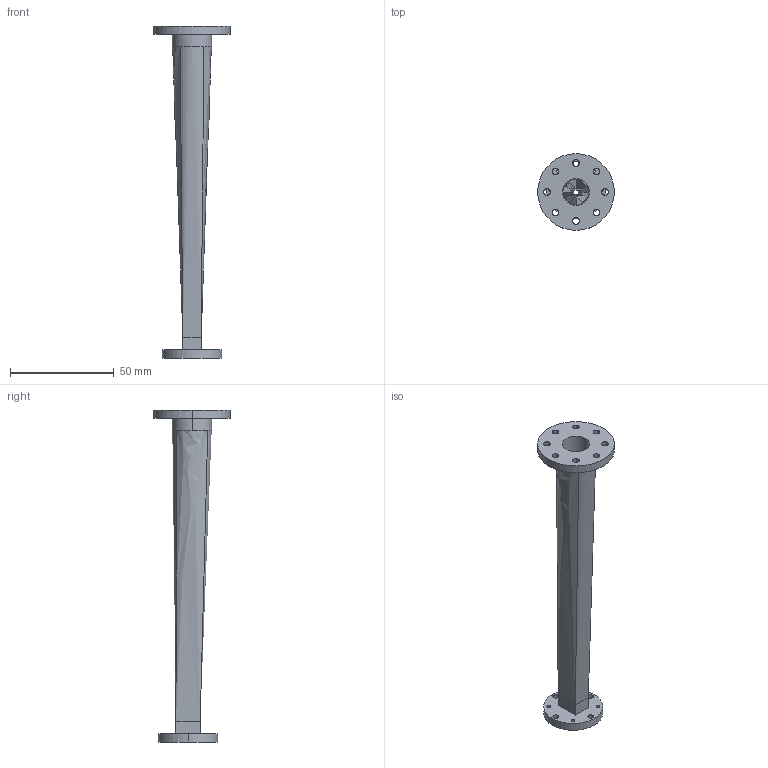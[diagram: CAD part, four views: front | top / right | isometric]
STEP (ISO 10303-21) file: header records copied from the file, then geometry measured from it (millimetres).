
FILE_DESCRIPTION(('STEP AP214'),'1');
FILE_NAME('Conversor_Marie_Prodintec_optimizado.stp','2018-10-23T10:41:05',('jr'),(' '),'Spatial InterOp 3D','CST ACIS InterOp Converter 2016',' ');
FILE_SCHEMA(('automotive_design'));
Length unit declared in the file: millimetre
Products named in the file (1): input|cilindro
Bounding box: 37 x 37 x 160.33 mm (x, y, z)
Volume: 26713.5 mm3; surface area: 16550.6 mm2
Topology: 1 solids, 1 shells, 102 faces, 242 edges, 144 vertices
Faces by surface type: cylinder 44, plane 44, cone 8, bspline 6
Entity records: 3936 total; most frequent: CARTESIAN_POINT 630, DIRECTION 542, ORIENTED_EDGE 484, EDGE_CURVE 242, AXIS2_PLACEMENT_3D 215, VERTEX_POINT 144, EDGE_LOOP 138, LINE 112
